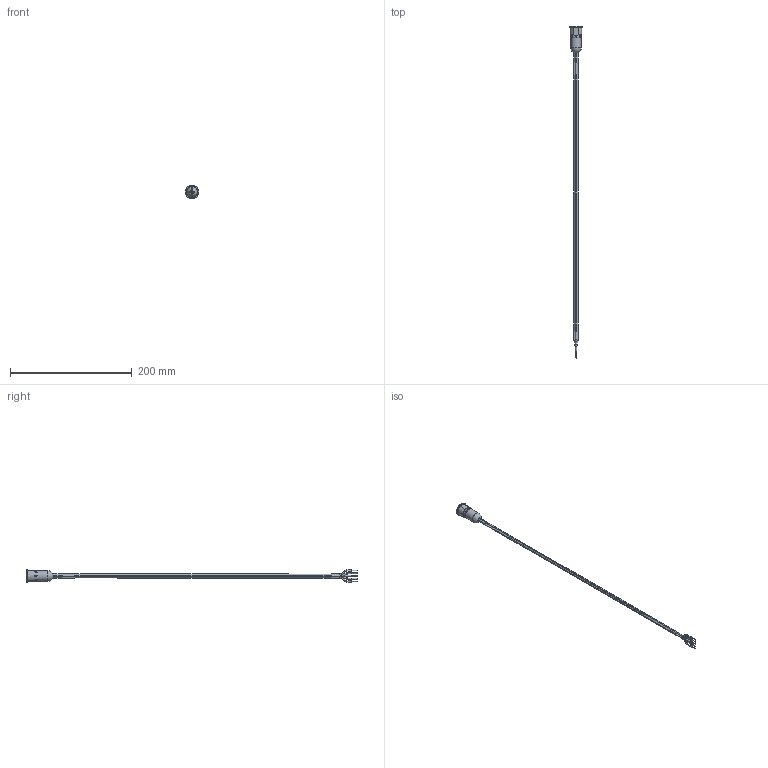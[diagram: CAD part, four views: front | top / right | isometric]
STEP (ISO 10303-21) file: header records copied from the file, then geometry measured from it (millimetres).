
FILE_DESCRIPTION(/* description */ (''),/* implementation_level */ '2;1');
FILE_NAME(/* name */ 'ULV4FM3xLLxxL20.stp',/* time_stamp */ '2025-06-04T14:20:06-05:00',/* author */ ('mroman'),/* organization */ (''),/* preprocessor_version */ 'ST-DEVELOPER v18.1',/* originating_system */ 'Autodesk Inventor 2022',/* authorisation */ '');
FILE_SCHEMA (('AUTOMOTIVE_DESIGN { 1 0 10303 214 3 1 1 }'));
Length unit declared in the file: centimetre
Products named in the file (1): ULV4FM3xLLxxL20
Bounding box: 22 x 544.5 x 22 mm (x, y, z)
Volume: 20481.5 mm3; surface area: 31484.8 mm2
Topology: 1 solids, 2 shells, 128 faces, 382 edges, 263 vertices
Faces by surface type: plane 62, cylinder 47, torus 14, cone 3, sphere 2
Full cylindrical faces by diameter (mm): 1.1 x5, 2.2 x10, 13.3 x1, 15.5 x1, 17 x1, 17.5 x2, 22 x1
Entity records: 4714 total; most frequent: CARTESIAN_POINT 1147, ORIENTED_EDGE 766, DIRECTION 724, EDGE_CURVE 383, AXIS2_PLACEMENT_3D 267, VERTEX_POINT 263, LINE 190, VECTOR 190
